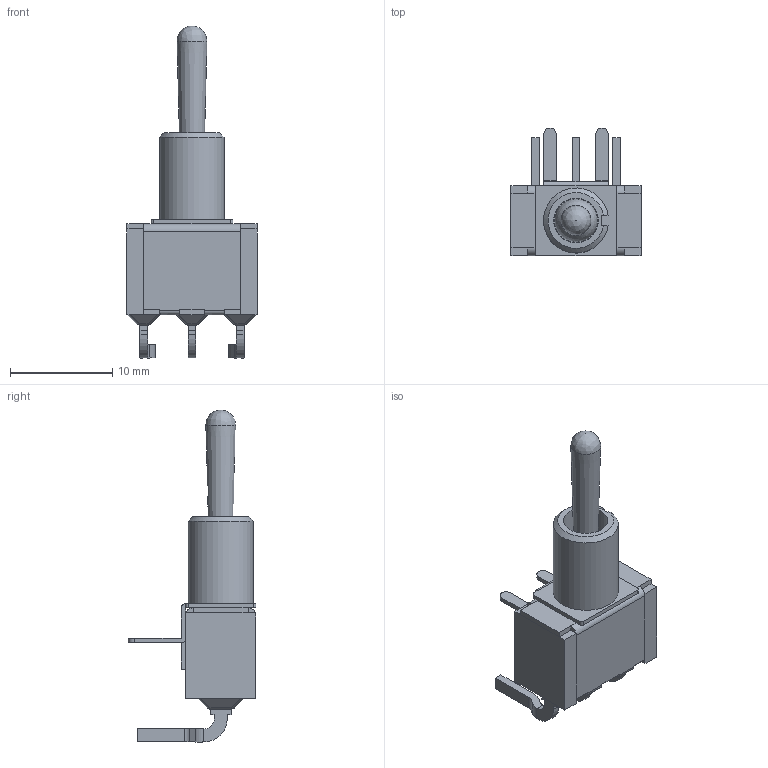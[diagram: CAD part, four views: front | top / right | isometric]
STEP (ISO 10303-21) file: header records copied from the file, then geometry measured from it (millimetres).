
FILE_DESCRIPTION(/* description */ (''),/* implementation_level */ '2;1');
FILE_NAME(/* name */ '100SPxT1B1M64xE.stp',/* time_stamp */ '2026-01-17T16:07:46-06:00',/* author */ ('jmeyers'),/* organization */ (''),/* preprocessor_version */ 'ST-DEVELOPER v18.1',/* originating_system */ 'Autodesk Inventor 2022',/* authorisation */ '');
FILE_SCHEMA (('AUTOMOTIVE_DESIGN { 1 0 10303 214 3 1 1 }'));
Length unit declared in the file: inch
Products named in the file (1): Part21
Bounding box: 12.7 x 12.47 x 32.42 mm (x, y, z)
Volume: 1102.4 mm3; surface area: 1277.5 mm2
Topology: 1 solids, 6 shells, 282 faces, 741 edges, 448 vertices
Faces by surface type: plane 202, cylinder 63, sphere 13, cone 3, bspline 1
Full cylindrical faces by diameter (mm): 1.65 x1, 4.35 x1
Entity records: 8521 total; most frequent: CARTESIAN_POINT 1508, ORIENTED_EDGE 1458, DIRECTION 1440, EDGE_CURVE 729, LINE 578, VECTOR 578, VERTEX_POINT 448, AXIS2_PLACEMENT_3D 431
